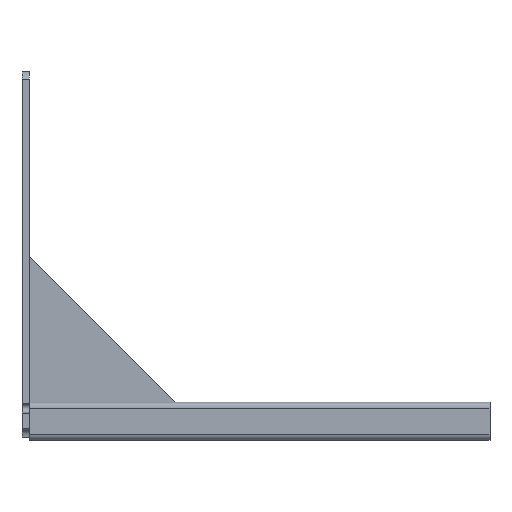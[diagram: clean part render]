
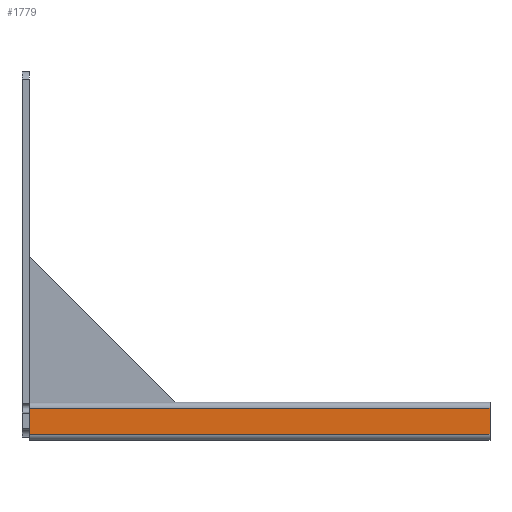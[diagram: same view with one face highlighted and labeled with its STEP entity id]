
A CAD part, left-side view. The second image highlights one B-rep face of the part: STEP entity #1779.
In plain terms, the highlighted planar face has unit normal (-1, 0, 0).
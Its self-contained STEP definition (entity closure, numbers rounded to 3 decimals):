
#124 = DIRECTION ( 'NONE',  ( 0., 0., -1. ) ) ;
#272 = VECTOR ( 'NONE', #124, 1000. ) ;
#300 = ORIENTED_EDGE ( 'NONE', *, *, #3596, .T. ) ;
#315 = CARTESIAN_POINT ( 'NONE',  ( -24., -320., 20. ) ) ;
#449 = AXIS2_PLACEMENT_3D ( 'NONE', #2307, #2513, #2531 ) ;
#716 = DIRECTION ( 'NONE',  ( 0., 1., 0. ) ) ;
#768 = VECTOR ( 'NONE', #3122, 1000. ) ;
#914 = CARTESIAN_POINT ( 'NONE',  ( -24., -320., 20. ) ) ;
#1015 = LINE ( 'NONE', #2153, #272 ) ;
#1027 = VECTOR ( 'NONE', #2517, 1000. ) ;
#1050 = CARTESIAN_POINT ( 'NONE',  ( -24., -320., 2. ) ) ;
#1240 = CARTESIAN_POINT ( 'NONE',  ( -24., -320., 2. ) ) ;
#1420 = EDGE_LOOP ( 'NONE', ( #3282, #2547, #3380, #300 ) ) ;
#1434 = CARTESIAN_POINT ( 'NONE',  ( -24., -320., 24. ) ) ;
#1525 = CARTESIAN_POINT ( 'NONE',  ( -24., -5., 20. ) ) ;
#1779 = ADVANCED_FACE ( 'NONE', ( #3536 ), #2270, .F. ) ;
#1832 = LINE ( 'NONE', #1050, #2565 ) ;
#1985 = VERTEX_POINT ( 'NONE', #1525 ) ;
#2153 = CARTESIAN_POINT ( 'NONE',  ( -24., -5., 24. ) ) ;
#2189 = LINE ( 'NONE', #1434, #768 ) ;
#2270 = PLANE ( 'NONE',  #449 ) ;
#2307 = CARTESIAN_POINT ( 'NONE',  ( -24., -320., 24. ) ) ;
#2513 = DIRECTION ( 'NONE',  ( 1., 0., 0. ) ) ;
#2517 = DIRECTION ( 'NONE',  ( 0., 1., 0. ) ) ;
#2531 = DIRECTION ( 'NONE',  ( 0., 1., 0. ) ) ;
#2547 = ORIENTED_EDGE ( 'NONE', *, *, #3214, .F. ) ;
#2565 = VECTOR ( 'NONE', #716, 1000. ) ;
#2621 = VERTEX_POINT ( 'NONE', #2843 ) ;
#2762 = EDGE_CURVE ( 'NONE', #3068, #3089, #2189, .T. ) ;
#2843 = CARTESIAN_POINT ( 'NONE',  ( -24., -5., 2. ) ) ;
#2907 = EDGE_CURVE ( 'NONE', #1985, #2621, #1015, .T. ) ;
#3068 = VERTEX_POINT ( 'NONE', #914 ) ;
#3088 = LINE ( 'NONE', #315, #1027 ) ;
#3089 = VERTEX_POINT ( 'NONE', #1240 ) ;
#3122 = DIRECTION ( 'NONE',  ( 0., 0., -1. ) ) ;
#3214 = EDGE_CURVE ( 'NONE', #3089, #2621, #1832, .T. ) ;
#3282 = ORIENTED_EDGE ( 'NONE', *, *, #2907, .T. ) ;
#3380 = ORIENTED_EDGE ( 'NONE', *, *, #2762, .F. ) ;
#3536 = FACE_OUTER_BOUND ( 'NONE', #1420, .T. ) ;
#3596 = EDGE_CURVE ( 'NONE', #3068, #1985, #3088, .T. ) ;
